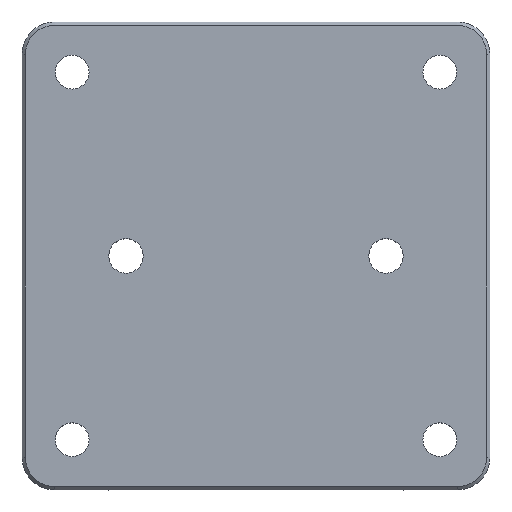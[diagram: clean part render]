
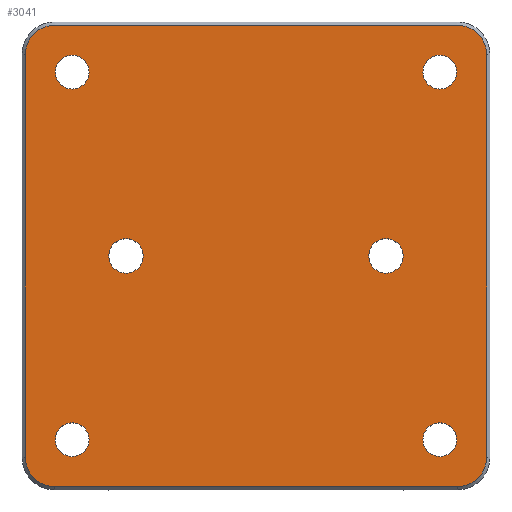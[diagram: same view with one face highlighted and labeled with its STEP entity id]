
A CAD part, top view. The second image highlights one B-rep face of the part: STEP entity #3041.
In plain terms, the highlighted planar face has unit normal (0, 0, 1).
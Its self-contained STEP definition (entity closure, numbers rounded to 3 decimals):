
#70=FACE_BOUND('',#612,.T.);
#71=FACE_BOUND('',#613,.T.);
#72=FACE_BOUND('',#614,.T.);
#73=FACE_BOUND('',#615,.T.);
#74=FACE_BOUND('',#616,.T.);
#75=FACE_BOUND('',#617,.T.);
#218=CIRCLE('',#3257,2.65);
#220=CIRCLE('',#3260,2.65);
#223=CIRCLE('',#3265,4.5);
#225=CIRCLE('',#3269,4.5);
#227=CIRCLE('',#3273,4.5);
#229=CIRCLE('',#3277,4.5);
#232=CIRCLE('',#3285,2.6);
#233=CIRCLE('',#3286,2.6);
#234=CIRCLE('',#3287,2.6);
#235=CIRCLE('',#3288,2.6);
#421=FACE_OUTER_BOUND('',#611,.T.);
#611=EDGE_LOOP('',(#2210,#2211,#2212,#2213,#2214,#2215,#2216,#2217));
#612=EDGE_LOOP('',(#2218));
#613=EDGE_LOOP('',(#2219));
#614=EDGE_LOOP('',(#2220));
#615=EDGE_LOOP('',(#2221));
#616=EDGE_LOOP('',(#2222));
#617=EDGE_LOOP('',(#2223));
#843=LINE('',#4510,#1083);
#848=LINE('',#4524,#1088);
#852=LINE('',#4536,#1092);
#856=LINE('',#4548,#1096);
#1083=VECTOR('',#3678,10.);
#1088=VECTOR('',#3691,10.);
#1092=VECTOR('',#3703,10.);
#1096=VECTOR('',#3715,10.);
#1306=VERTEX_POINT('',#4494);
#1308=VERTEX_POINT('',#4500);
#1311=VERTEX_POINT('',#4507);
#1312=VERTEX_POINT('',#4509);
#1315=VERTEX_POINT('',#4517);
#1317=VERTEX_POINT('',#4522);
#1319=VERTEX_POINT('',#4529);
#1321=VERTEX_POINT('',#4534);
#1323=VERTEX_POINT('',#4541);
#1325=VERTEX_POINT('',#4546);
#1343=VERTEX_POINT('',#4608);
#1344=VERTEX_POINT('',#4610);
#1345=VERTEX_POINT('',#4612);
#1346=VERTEX_POINT('',#4614);
#1620=EDGE_CURVE('',#1306,#1306,#218,.T.);
#1623=EDGE_CURVE('',#1308,#1308,#220,.T.);
#1627=EDGE_CURVE('',#1311,#1312,#843,.T.);
#1632=EDGE_CURVE('',#1315,#1311,#223,.T.);
#1634=EDGE_CURVE('',#1317,#1315,#848,.T.);
#1638=EDGE_CURVE('',#1319,#1317,#225,.T.);
#1640=EDGE_CURVE('',#1321,#1319,#852,.T.);
#1644=EDGE_CURVE('',#1323,#1321,#227,.T.);
#1646=EDGE_CURVE('',#1325,#1323,#856,.T.);
#1649=EDGE_CURVE('',#1312,#1325,#229,.T.);
#1671=EDGE_CURVE('',#1343,#1343,#232,.T.);
#1672=EDGE_CURVE('',#1344,#1344,#233,.T.);
#1673=EDGE_CURVE('',#1345,#1345,#234,.T.);
#1674=EDGE_CURVE('',#1346,#1346,#235,.T.);
#2210=ORIENTED_EDGE('',*,*,#1627,.F.);
#2211=ORIENTED_EDGE('',*,*,#1632,.F.);
#2212=ORIENTED_EDGE('',*,*,#1634,.F.);
#2213=ORIENTED_EDGE('',*,*,#1638,.F.);
#2214=ORIENTED_EDGE('',*,*,#1640,.F.);
#2215=ORIENTED_EDGE('',*,*,#1644,.F.);
#2216=ORIENTED_EDGE('',*,*,#1646,.F.);
#2217=ORIENTED_EDGE('',*,*,#1649,.F.);
#2218=ORIENTED_EDGE('',*,*,#1620,.T.);
#2219=ORIENTED_EDGE('',*,*,#1623,.T.);
#2220=ORIENTED_EDGE('',*,*,#1671,.T.);
#2221=ORIENTED_EDGE('',*,*,#1672,.T.);
#2222=ORIENTED_EDGE('',*,*,#1673,.T.);
#2223=ORIENTED_EDGE('',*,*,#1674,.T.);
#2952=PLANE('',#3284);
#3041=ADVANCED_FACE('',(#421,#70,#71,#72,#73,#74,#75),#2952,.T.);
#3257=AXIS2_PLACEMENT_3D('',#4495,#3663,#3664);
#3260=AXIS2_PLACEMENT_3D('',#4501,#3670,#3671);
#3265=AXIS2_PLACEMENT_3D('',#4519,#3686,#3687);
#3269=AXIS2_PLACEMENT_3D('',#4531,#3698,#3699);
#3273=AXIS2_PLACEMENT_3D('',#4543,#3710,#3711);
#3277=AXIS2_PLACEMENT_3D('',#4552,#3721,#3722);
#3284=AXIS2_PLACEMENT_3D('',#4607,#3750,#3751);
#3285=AXIS2_PLACEMENT_3D('',#4609,#3752,#3753);
#3286=AXIS2_PLACEMENT_3D('',#4611,#3754,#3755);
#3287=AXIS2_PLACEMENT_3D('',#4613,#3756,#3757);
#3288=AXIS2_PLACEMENT_3D('',#4615,#3758,#3759);
#3663=DIRECTION('center_axis',(0.,0.,-1.));
#3664=DIRECTION('ref_axis',(1.,0.,0.));
#3670=DIRECTION('center_axis',(0.,0.,-1.));
#3671=DIRECTION('ref_axis',(1.,0.,0.));
#3678=DIRECTION('',(0.,-1.,0.));
#3686=DIRECTION('center_axis',(0.,0.,-1.));
#3687=DIRECTION('ref_axis',(0.707,0.707,0.));
#3691=DIRECTION('',(1.,0.,0.));
#3698=DIRECTION('center_axis',(0.,0.,-1.));
#3699=DIRECTION('ref_axis',(-0.707,0.707,0.));
#3703=DIRECTION('',(0.,1.,0.));
#3710=DIRECTION('center_axis',(0.,0.,-1.));
#3711=DIRECTION('ref_axis',(-0.707,-0.707,0.));
#3715=DIRECTION('',(-1.,0.,0.));
#3721=DIRECTION('center_axis',(0.,0.,-1.));
#3722=DIRECTION('ref_axis',(0.707,-0.707,0.));
#3750=DIRECTION('center_axis',(0.,0.,1.));
#3751=DIRECTION('ref_axis',(1.,0.,0.));
#3752=DIRECTION('center_axis',(0.,0.,-1.));
#3753=DIRECTION('ref_axis',(-1.,0.,0.));
#3754=DIRECTION('center_axis',(0.,0.,-1.));
#3755=DIRECTION('ref_axis',(-1.,0.,0.));
#3756=DIRECTION('center_axis',(0.,0.,-1.));
#3757=DIRECTION('ref_axis',(-1.,0.,0.));
#3758=DIRECTION('center_axis',(0.,0.,-1.));
#3759=DIRECTION('ref_axis',(-1.,0.,0.));
#4494=CARTESIAN_POINT('',(-22.65,0.,12.));
#4495=CARTESIAN_POINT('Origin',(-20.,0.,
12.));
#4500=CARTESIAN_POINT('',(17.35,0.,12.));
#4501=CARTESIAN_POINT('Origin',(20.,0.,12.));
#4507=CARTESIAN_POINT('',(35.5,31.,12.));
#4509=CARTESIAN_POINT('',(35.5,-31.,12.));
#4510=CARTESIAN_POINT('',(35.5,-18.,12.));
#4517=CARTESIAN_POINT('',(31.,35.5,12.));
#4519=CARTESIAN_POINT('Origin',(31.,31.,12.));
#4522=CARTESIAN_POINT('',(-31.,35.5,12.));
#4524=CARTESIAN_POINT('',(18.,35.5,12.));
#4529=CARTESIAN_POINT('',(-35.5,31.,12.));
#4531=CARTESIAN_POINT('Origin',(-31.,31.,12.));
#4534=CARTESIAN_POINT('',(-35.5,-31.,12.));
#4536=CARTESIAN_POINT('',(-35.5,18.,12.));
#4541=CARTESIAN_POINT('',(-31.,-35.5,12.));
#4543=CARTESIAN_POINT('Origin',(-31.,-31.,12.));
#4546=CARTESIAN_POINT('',(31.,-35.5,12.));
#4548=CARTESIAN_POINT('',(-18.,-35.5,12.));
#4552=CARTESIAN_POINT('Origin',(31.,-31.,12.));
#4607=CARTESIAN_POINT('Origin',(0.,0.,12.));
#4608=CARTESIAN_POINT('',(30.884,-28.284,12.));
#4609=CARTESIAN_POINT('Origin',(28.284,-28.284,12.));
#4610=CARTESIAN_POINT('',(-25.684,-28.284,12.));
#4611=CARTESIAN_POINT('Origin',(-28.284,-28.284,12.));
#4612=CARTESIAN_POINT('',(-25.684,28.284,12.));
#4613=CARTESIAN_POINT('Origin',(-28.284,28.284,12.));
#4614=CARTESIAN_POINT('',(30.884,28.284,12.));
#4615=CARTESIAN_POINT('Origin',(28.284,28.284,12.));
